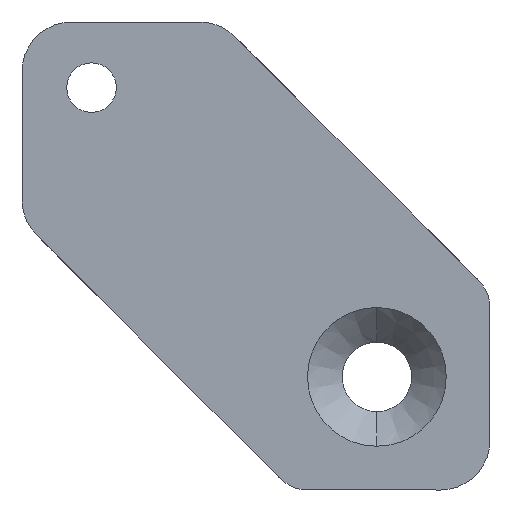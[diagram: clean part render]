
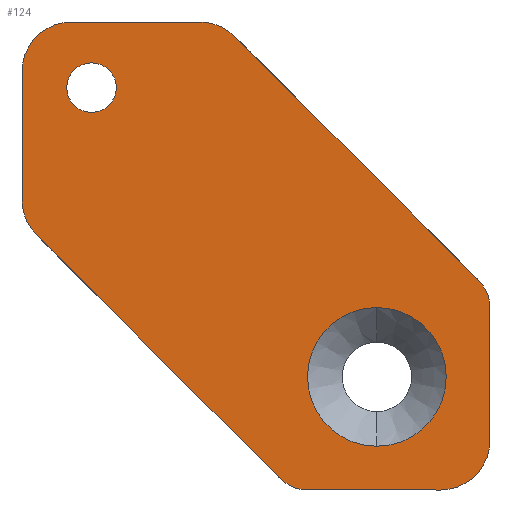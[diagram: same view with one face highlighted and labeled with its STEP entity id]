
A CAD part, front view. The second image highlights one B-rep face of the part: STEP entity #124.
In plain terms, the highlighted planar face has unit normal (0, -1, 0).
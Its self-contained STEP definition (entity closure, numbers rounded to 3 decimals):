
#2 = EDGE_LOOP ( 'NONE', ( #618, #398 ) ) ;
#5 = AXIS2_PLACEMENT_3D ( 'NONE', #738, #257, #1075 ) ;
#14 = PLANE ( 'NONE',  #1017 ) ;
#16 = CARTESIAN_POINT ( 'NONE',  ( -20.809, -9., 7.88 ) ) ;
#22 = DIRECTION ( 'NONE',  ( 0., 0., 1. ) ) ;
#23 = VECTOR ( 'NONE', #438, 1000. ) ;
#35 = VERTEX_POINT ( 'NONE', #481 ) ;
#40 = CARTESIAN_POINT ( 'NONE',  ( -18.793, -9., 21.69 ) ) ;
#51 = VERTEX_POINT ( 'NONE', #319 ) ;
#52 = CARTESIAN_POINT ( 'NONE',  ( -25.809, -9., 0. ) ) ;
#54 = CIRCLE ( 'NONE', #338, 2.5 ) ;
#56 = AXIS2_PLACEMENT_3D ( 'NONE', #16, #277, #614 ) ;
#61 = EDGE_LOOP ( 'NONE', ( #624, #407, #871, #717, #173, #943, #455, #964, #541, #436, #556, #106 ) ) ;
#101 = FACE_BOUND ( 'NONE', #2, .T. ) ;
#104 = EDGE_CURVE ( 'NONE', #960, #51, #927, .T. ) ;
#106 = ORIENTED_EDGE ( 'NONE', *, *, #666, .T. ) ;
#120 = DIRECTION ( 'NONE',  ( 1., 0., 0. ) ) ;
#122 = DIRECTION ( 'NONE',  ( 0., 0., 1. ) ) ;
#124 = ADVANCED_FACE ( 'NONE', ( #101, #337, #686 ), #14, .F. ) ;
#138 = CARTESIAN_POINT ( 'NONE',  ( -20.809, -9., 20.809 ) ) ;
#148 = LINE ( 'NONE', #988, #687 ) ;
#152 = VERTEX_POINT ( 'NONE', #997 ) ;
#173 = ORIENTED_EDGE ( 'NONE', *, *, #1050, .F. ) ;
#179 = CIRCLE ( 'NONE', #213, 5. ) ;
#185 = VERTEX_POINT ( 'NONE', #412 ) ;
#193 = DIRECTION ( 'NONE',  ( 0., -1., 0. ) ) ;
#206 = DIRECTION ( 'NONE',  ( 0., 1., 0. ) ) ;
#213 = AXIS2_PLACEMENT_3D ( 'NONE', #952, #206, #122 ) ;
#238 = ORIENTED_EDGE ( 'NONE', *, *, #428, .T. ) ;
#242 = CARTESIAN_POINT ( 'NONE',  ( -18.793, -9., 16.69 ) ) ;
#247 = EDGE_CURVE ( 'NONE', #51, #557, #625, .T. ) ;
#251 = DIRECTION ( 'NONE',  ( 0., 0., 1. ) ) ;
#257 = DIRECTION ( 'NONE',  ( 0., -1., 0. ) ) ;
#277 = DIRECTION ( 'NONE',  ( 0., 1., 0. ) ) ;
#278 = DIRECTION ( 'NONE',  ( 0., 1., 0. ) ) ;
#280 = VERTEX_POINT ( 'NONE', #621 ) ;
#286 = CIRCLE ( 'NONE', #425, 5. ) ;
#287 = CARTESIAN_POINT ( 'NONE',  ( -10., -9., -10. ) ) ;
#305 = DIRECTION ( 'NONE',  ( 0., 0., 1. ) ) ;
#306 = DIRECTION ( 'NONE',  ( 0., 1., 0. ) ) ;
#315 = DIRECTION ( 'NONE',  ( 0., -1., 0. ) ) ;
#316 = EDGE_CURVE ( 'NONE', #280, #393, #179, .T. ) ;
#318 = VECTOR ( 'NONE', #386, 1000. ) ;
#319 = CARTESIAN_POINT ( 'NONE',  ( 3.071, -9., -21.414 ) ) ;
#321 = VERTEX_POINT ( 'NONE', #40 ) ;
#337 = FACE_BOUND ( 'NONE', #1064, .T. ) ;
#338 = AXIS2_PLACEMENT_3D ( 'NONE', #396, #306, #551 ) ;
#357 = LINE ( 'NONE', #538, #587 ) ;
#371 = CIRCLE ( 'NONE', #493, 5. ) ;
#386 = DIRECTION ( 'NONE',  ( 0., 0., 1. ) ) ;
#393 = VERTEX_POINT ( 'NONE', #1061 ) ;
#396 = CARTESIAN_POINT ( 'NONE',  ( -18.793, -9., 19.19 ) ) ;
#398 = ORIENTED_EDGE ( 'NONE', *, *, #945, .F. ) ;
#406 = CIRCLE ( 'NONE', #872, 7. ) ;
#407 = ORIENTED_EDGE ( 'NONE', *, *, #440, .T. ) ;
#412 = CARTESIAN_POINT ( 'NONE',  ( 20.243, -9., -0.243 ) ) ;
#415 = DIRECTION ( 'NONE',  ( 0., -1., 0. ) ) ;
#425 = AXIS2_PLACEMENT_3D ( 'NONE', #944, #193, #305 ) ;
#428 = EDGE_CURVE ( 'NONE', #920, #321, #54, .T. ) ;
#436 = ORIENTED_EDGE ( 'NONE', *, *, #104, .T. ) ;
#438 = DIRECTION ( 'NONE',  ( 0., 0., 1. ) ) ;
#440 = EDGE_CURVE ( 'NONE', #523, #185, #982, .T. ) ;
#442 = AXIS2_PLACEMENT_3D ( 'NONE', #683, #278, #534 ) ;
#455 = ORIENTED_EDGE ( 'NONE', *, *, #477, .F. ) ;
#477 = EDGE_CURVE ( 'NONE', #793, #35, #795, .T. ) ;
#481 = CARTESIAN_POINT ( 'NONE',  ( -25.809, -9., 20.809 ) ) ;
#493 = AXIS2_PLACEMENT_3D ( 'NONE', #138, #857, #22 ) ;
#521 = CARTESIAN_POINT ( 'NONE',  ( 21.414, -9., 0. ) ) ;
#523 = VERTEX_POINT ( 'NONE', #826 ) ;
#534 = DIRECTION ( 'NONE',  ( 0., 0., 1. ) ) ;
#538 = CARTESIAN_POINT ( 'NONE',  ( 0., -9., 25.809 ) ) ;
#540 = CARTESIAN_POINT ( 'NONE',  ( 0., -9., -21.414 ) ) ;
#541 = ORIENTED_EDGE ( 'NONE', *, *, #733, .F. ) ;
#551 = DIRECTION ( 'NONE',  ( 0., 0., 1. ) ) ;
#556 = ORIENTED_EDGE ( 'NONE', *, *, #247, .T. ) ;
#557 = VERTEX_POINT ( 'NONE', #990 ) ;
#565 = VECTOR ( 'NONE', #611, 1000. ) ;
#577 = CARTESIAN_POINT ( 'NONE',  ( 10., -9., -10. ) ) ;
#583 = CARTESIAN_POINT ( 'NONE',  ( 0.243, -9., -20.243 ) ) ;
#587 = VECTOR ( 'NONE', #120, 1000. ) ;
#611 = DIRECTION ( 'NONE',  ( -0.707, 0., 0.707 ) ) ;
#614 = DIRECTION ( 'NONE',  ( 0., 0., 1. ) ) ;
#615 = EDGE_CURVE ( 'NONE', #678, #789, #801, .T. ) ;
#617 = DIRECTION ( 'NONE',  ( 1., 0., 0. ) ) ;
#618 = ORIENTED_EDGE ( 'NONE', *, *, #615, .F. ) ;
#621 = CARTESIAN_POINT ( 'NONE',  ( -7.88, -9., 25.809 ) ) ;
#624 = ORIENTED_EDGE ( 'NONE', *, *, #774, .T. ) ;
#625 = LINE ( 'NONE', #540, #630 ) ;
#627 = ORIENTED_EDGE ( 'NONE', *, *, #718, .T. ) ;
#630 = VECTOR ( 'NONE', #617, 1000. ) ;
#666 = EDGE_CURVE ( 'NONE', #557, #914, #286, .T. ) ;
#672 = DIRECTION ( 'NONE',  ( 0., -1., 0. ) ) ;
#678 = VERTEX_POINT ( 'NONE', #971 ) ;
#683 = CARTESIAN_POINT ( 'NONE',  ( -18.793, -9., 19.19 ) ) ;
#686 = FACE_OUTER_BOUND ( 'NONE', #61, .T. ) ;
#687 = VECTOR ( 'NONE', #993, 1000. ) ;
#703 = EDGE_CURVE ( 'NONE', #35, #790, #371, .T. ) ;
#713 = LINE ( 'NONE', #521, #23 ) ;
#717 = ORIENTED_EDGE ( 'NONE', *, *, #316, .F. ) ;
#718 = EDGE_CURVE ( 'NONE', #321, #920, #963, .T. ) ;
#728 = CARTESIAN_POINT ( 'NONE',  ( 10., -9., -3. ) ) ;
#733 = EDGE_CURVE ( 'NONE', #960, #152, #771, .T. ) ;
#738 = CARTESIAN_POINT ( 'NONE',  ( 10., -9., -10. ) ) ;
#760 = DIRECTION ( 'NONE',  ( 0., 0., 1. ) ) ;
#766 = AXIS2_PLACEMENT_3D ( 'NONE', #1069, #315, #802 ) ;
#771 = LINE ( 'NONE', #287, #565 ) ;
#774 = EDGE_CURVE ( 'NONE', #914, #523, #713, .T. ) ;
#789 = VERTEX_POINT ( 'NONE', #728 ) ;
#790 = VERTEX_POINT ( 'NONE', #824 ) ;
#793 = VERTEX_POINT ( 'NONE', #905 ) ;
#795 = LINE ( 'NONE', #52, #318 ) ;
#801 = CIRCLE ( 'NONE', #5, 7. ) ;
#802 = DIRECTION ( 'NONE',  ( 0., 0., 1. ) ) ;
#824 = CARTESIAN_POINT ( 'NONE',  ( -20.809, -9., 25.809 ) ) ;
#826 = CARTESIAN_POINT ( 'NONE',  ( 21.414, -9., -3.071 ) ) ;
#839 = CARTESIAN_POINT ( 'NONE',  ( 3.071, -9., -17.414 ) ) ;
#841 = EDGE_CURVE ( 'NONE', #185, #393, #148, .T. ) ;
#857 = DIRECTION ( 'NONE',  ( 0., 1., 0. ) ) ;
#871 = ORIENTED_EDGE ( 'NONE', *, *, #841, .T. ) ;
#872 = AXIS2_PLACEMENT_3D ( 'NONE', #577, #415, #995 ) ;
#886 = AXIS2_PLACEMENT_3D ( 'NONE', #839, #672, #251 ) ;
#901 = CARTESIAN_POINT ( 'NONE',  ( 21.414, -9., -16.414 ) ) ;
#905 = CARTESIAN_POINT ( 'NONE',  ( -25.809, -9., 7.88 ) ) ;
#914 = VERTEX_POINT ( 'NONE', #901 ) ;
#919 = DIRECTION ( 'NONE',  ( 0., 1., 0. ) ) ;
#920 = VERTEX_POINT ( 'NONE', #242 ) ;
#927 = CIRCLE ( 'NONE', #886, 4. ) ;
#943 = ORIENTED_EDGE ( 'NONE', *, *, #703, .F. ) ;
#944 = CARTESIAN_POINT ( 'NONE',  ( 16.414, -9., -16.414 ) ) ;
#945 = EDGE_CURVE ( 'NONE', #789, #678, #406, .T. ) ;
#952 = CARTESIAN_POINT ( 'NONE',  ( -7.88, -9., 20.809 ) ) ;
#960 = VERTEX_POINT ( 'NONE', #583 ) ;
#963 = CIRCLE ( 'NONE', #442, 2.5 ) ;
#964 = ORIENTED_EDGE ( 'NONE', *, *, #1070, .F. ) ;
#971 = CARTESIAN_POINT ( 'NONE',  ( 10., -9., -17. ) ) ;
#982 = CIRCLE ( 'NONE', #766, 4. ) ;
#988 = CARTESIAN_POINT ( 'NONE',  ( 10., -9., 10. ) ) ;
#990 = CARTESIAN_POINT ( 'NONE',  ( 16.414, -9., -21.414 ) ) ;
#993 = DIRECTION ( 'NONE',  ( -0.707, 0., 0.707 ) ) ;
#995 = DIRECTION ( 'NONE',  ( 0., 0., -1. ) ) ;
#997 = CARTESIAN_POINT ( 'NONE',  ( -24.345, -9., 4.345 ) ) ;
#1003 = CIRCLE ( 'NONE', #56, 5. ) ;
#1010 = CARTESIAN_POINT ( 'NONE',  ( 0., -9., 0. ) ) ;
#1017 = AXIS2_PLACEMENT_3D ( 'NONE', #1010, #919, #760 ) ;
#1050 = EDGE_CURVE ( 'NONE', #790, #280, #357, .T. ) ;
#1061 = CARTESIAN_POINT ( 'NONE',  ( -4.345, -9., 24.345 ) ) ;
#1064 = EDGE_LOOP ( 'NONE', ( #627, #238 ) ) ;
#1069 = CARTESIAN_POINT ( 'NONE',  ( 17.414, -9., -3.071 ) ) ;
#1070 = EDGE_CURVE ( 'NONE', #152, #793, #1003, .T. ) ;
#1075 = DIRECTION ( 'NONE',  ( 0., 0., -1. ) ) ;
